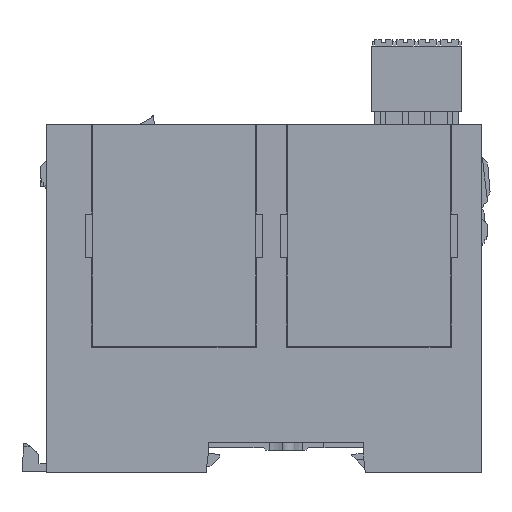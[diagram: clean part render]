
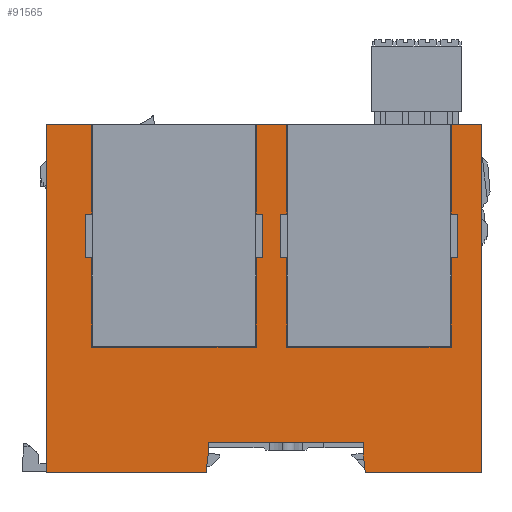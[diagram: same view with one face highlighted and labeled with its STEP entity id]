
A CAD part, left-side view. The second image highlights one B-rep face of the part: STEP entity #91565.
In plain terms, the highlighted planar face has unit normal (-1, 0, 0).
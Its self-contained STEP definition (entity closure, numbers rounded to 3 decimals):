
#18511=DIRECTION('',(0.,0.,-1.));
#18512=VECTOR('',#18511,10.);
#18513=CARTESIAN_POINT('',(-50.,41.1,59.4));
#18514=LINE('',#18513,#18512);
#18515=DIRECTION('',(0.,-1.,0.));
#18516=VECTOR('',#18515,1.5);
#18517=CARTESIAN_POINT('',(-50.,41.1,49.4));
#18518=LINE('',#18517,#18516);
#18519=DIRECTION('',(0.,0.,-1.));
#18520=VECTOR('',#18519,20.6);
#18521=CARTESIAN_POINT('',(-50.,39.6,49.4));
#18522=LINE('',#18521,#18520);
#18523=DIRECTION('',(0.,-1.,0.));
#18524=VECTOR('',#18523,37.8);
#18525=CARTESIAN_POINT('',(-50.,39.6,28.8));
#18526=LINE('',#18525,#18524);
#18527=DIRECTION('',(0.,0.,1.));
#18528=VECTOR('',#18527,20.6);
#18529=CARTESIAN_POINT('',(-50.,1.8,28.8));
#18530=LINE('',#18529,#18528);
#18531=DIRECTION('',(0.,-1.,0.));
#18532=VECTOR('',#18531,1.5);
#18533=CARTESIAN_POINT('',(-50.,1.8,49.4));
#18534=LINE('',#18533,#18532);
#18535=DIRECTION('',(0.,0.,1.));
#18536=VECTOR('',#18535,10.);
#18537=CARTESIAN_POINT('',(-50.,0.3,49.4));
#18538=LINE('',#18537,#18536);
#18539=DIRECTION('',(0.,1.,0.));
#18540=VECTOR('',#18539,1.5);
#18541=CARTESIAN_POINT('',(-50.,0.3,59.4));
#18542=LINE('',#18541,#18540);
#18543=DIRECTION('',(0.,0.,-1.));
#18544=VECTOR('',#18543,20.6);
#18545=CARTESIAN_POINT('',(-50.,1.8,80.));
#18546=LINE('',#18545,#18544);
#18547=DIRECTION('',(0.,1.,0.));
#18548=VECTOR('',#18547,7.);
#18549=CARTESIAN_POINT('',(-50.,-5.2,80.));
#18550=LINE('',#18549,#18548);
#18551=DIRECTION('',(0.,0.,-1.));
#18552=VECTOR('',#18551,20.6);
#18553=CARTESIAN_POINT('',(-50.,-5.2,80.));
#18554=LINE('',#18553,#18552);
#18555=DIRECTION('',(0.,1.,0.));
#18556=VECTOR('',#18555,1.5);
#18557=CARTESIAN_POINT('',(-50.,-5.2,59.4));
#18558=LINE('',#18557,#18556);
#18559=DIRECTION('',(0.,0.,-1.));
#18560=VECTOR('',#18559,10.);
#18561=CARTESIAN_POINT('',(-50.,-3.7,59.4));
#18562=LINE('',#18561,#18560);
#18563=DIRECTION('',(0.,-1.,0.));
#18564=VECTOR('',#18563,1.5);
#18565=CARTESIAN_POINT('',(-50.,-3.7,49.4));
#18566=LINE('',#18565,#18564);
#18567=DIRECTION('',(0.,0.,-1.));
#18568=VECTOR('',#18567,20.6);
#18569=CARTESIAN_POINT('',(-50.,-5.2,49.4));
#18570=LINE('',#18569,#18568);
#18571=DIRECTION('',(0.,-1.,0.));
#18572=VECTOR('',#18571,37.8);
#18573=CARTESIAN_POINT('',(-50.,-5.2,28.8));
#18574=LINE('',#18573,#18572);
#18575=DIRECTION('',(0.,0.,1.));
#18576=VECTOR('',#18575,20.6);
#18577=CARTESIAN_POINT('',(-50.,-43.,28.8));
#18578=LINE('',#18577,#18576);
#18579=DIRECTION('',(0.,-1.,0.));
#18580=VECTOR('',#18579,1.5);
#18581=CARTESIAN_POINT('',(-50.,-43.,49.4));
#18582=LINE('',#18581,#18580);
#18583=DIRECTION('',(0.,0.,1.));
#18584=VECTOR('',#18583,10.);
#18585=CARTESIAN_POINT('',(-50.,-44.5,49.4));
#18586=LINE('',#18585,#18584);
#18587=DIRECTION('',(0.,1.,0.));
#18588=VECTOR('',#18587,1.5);
#18589=CARTESIAN_POINT('',(-50.,-44.5,59.4));
#18590=LINE('',#18589,#18588);
#18591=DIRECTION('',(0.,0.,-1.));
#18592=VECTOR('',#18591,20.6);
#18593=CARTESIAN_POINT('',(-50.,-43.,80.));
#18594=LINE('',#18593,#18592);
#18595=DIRECTION('',(0.,1.,0.));
#18596=VECTOR('',#18595,7.);
#18597=CARTESIAN_POINT('',(-50.,-50.,80.));
#18598=LINE('',#18597,#18596);
#18599=DIRECTION('',(0.,0.,1.));
#18600=VECTOR('',#18599,80.);
#18601=CARTESIAN_POINT('',(-50.,-50.,0.));
#18602=LINE('',#18601,#18600);
#18603=DIRECTION('',(0.,-1.,0.));
#18604=VECTOR('',#18603,26.7);
#18605=CARTESIAN_POINT('',(-50.,-23.3,0.));
#18606=LINE('',#18605,#18604);
#18607=DIRECTION('',(0.,-0.11,-0.994));
#18608=VECTOR('',#18607,4.528);
#18609=CARTESIAN_POINT('',(-50.,-22.8,4.5));
#18610=LINE('',#18609,#18608);
#18611=DIRECTION('',(0.,0.,-1.));
#18612=VECTOR('',#18611,2.5);
#18613=CARTESIAN_POINT('',(-50.,-22.8,7.));
#18614=LINE('',#18613,#18612);
#18615=DIRECTION('',(0.,-1.,0.));
#18616=VECTOR('',#18615,35.6);
#18617=CARTESIAN_POINT('',(-50.,12.8,7.));
#18618=LINE('',#18617,#18616);
#18619=DIRECTION('',(0.,0.,1.));
#18620=VECTOR('',#18619,2.5);
#18621=CARTESIAN_POINT('',(-50.,12.8,4.5));
#18622=LINE('',#18621,#18620);
#18623=DIRECTION('',(0.,-0.11,0.994));
#18624=VECTOR('',#18623,4.528);
#18625=CARTESIAN_POINT('',(-50.,13.3,0.));
#18626=LINE('',#18625,#18624);
#18627=DIRECTION('',(0.,-1.,0.));
#18628=VECTOR('',#18627,36.7);
#18629=CARTESIAN_POINT('',(-50.,50.,0.));
#18630=LINE('',#18629,#18628);
#18631=DIRECTION('',(0.,0.,-1.));
#18632=VECTOR('',#18631,80.);
#18633=CARTESIAN_POINT('',(-50.,50.,80.));
#18634=LINE('',#18633,#18632);
#18635=DIRECTION('',(0.,1.,0.));
#18636=VECTOR('',#18635,10.4);
#18637=CARTESIAN_POINT('',(-50.,39.6,80.));
#18638=LINE('',#18637,#18636);
#18639=DIRECTION('',(0.,0.,-1.));
#18640=VECTOR('',#18639,20.6);
#18641=CARTESIAN_POINT('',(-50.,39.6,80.));
#18642=LINE('',#18641,#18640);
#18643=DIRECTION('',(0.,1.,0.));
#18644=VECTOR('',#18643,1.5);
#18645=CARTESIAN_POINT('',(-50.,39.6,59.4));
#18646=LINE('',#18645,#18644);
#54054=CARTESIAN_POINT('',(-50.,50.,80.));
#54055=CARTESIAN_POINT('',(-50.,50.,0.));
#54056=VERTEX_POINT('',#54054);
#54057=VERTEX_POINT('',#54055);
#54058=CARTESIAN_POINT('',(-50.,13.3,0.));
#54059=VERTEX_POINT('',#54058);
#54060=CARTESIAN_POINT('',(-50.,12.8,4.5));
#54061=VERTEX_POINT('',#54060);
#54062=CARTESIAN_POINT('',(-50.,12.8,7.));
#54063=VERTEX_POINT('',#54062);
#54064=CARTESIAN_POINT('',(-50.,-22.8,7.));
#54065=VERTEX_POINT('',#54064);
#54066=CARTESIAN_POINT('',(-50.,-22.8,4.5));
#54067=VERTEX_POINT('',#54066);
#54068=CARTESIAN_POINT('',(-50.,-23.3,0.));
#54069=VERTEX_POINT('',#54068);
#54070=CARTESIAN_POINT('',(-50.,-50.,0.));
#54071=VERTEX_POINT('',#54070);
#54072=CARTESIAN_POINT('',(-50.,-50.,80.));
#54073=VERTEX_POINT('',#54072);
#56166=CARTESIAN_POINT('',(-50.,41.1,59.4));
#56167=CARTESIAN_POINT('',(-50.,41.1,49.4));
#56168=VERTEX_POINT('',#56166);
#56169=VERTEX_POINT('',#56167);
#56170=CARTESIAN_POINT('',(-50.,39.6,49.4));
#56171=VERTEX_POINT('',#56170);
#56172=CARTESIAN_POINT('',(-50.,39.6,28.8));
#56173=VERTEX_POINT('',#56172);
#56174=CARTESIAN_POINT('',(-50.,1.8,28.8));
#56175=VERTEX_POINT('',#56174);
#56176=CARTESIAN_POINT('',(-50.,1.8,49.4));
#56177=VERTEX_POINT('',#56176);
#56178=CARTESIAN_POINT('',(-50.,0.3,49.4));
#56179=VERTEX_POINT('',#56178);
#56180=CARTESIAN_POINT('',(-50.,0.3,59.4));
#56181=VERTEX_POINT('',#56180);
#56182=CARTESIAN_POINT('',(-50.,1.8,59.4));
#56183=VERTEX_POINT('',#56182);
#56184=CARTESIAN_POINT('',(-50.,1.8,80.));
#56185=VERTEX_POINT('',#56184);
#56194=CARTESIAN_POINT('',(-50.,39.6,80.));
#56195=CARTESIAN_POINT('',(-50.,39.6,59.4));
#56196=VERTEX_POINT('',#56194);
#56197=VERTEX_POINT('',#56195);
#56206=CARTESIAN_POINT('',(-50.,-43.,80.));
#56207=VERTEX_POINT('',#56206);
#56212=CARTESIAN_POINT('',(-50.,-5.2,80.));
#56213=VERTEX_POINT('',#56212);
#56242=CARTESIAN_POINT('',(-50.,-5.2,59.4));
#56243=VERTEX_POINT('',#56242);
#56244=CARTESIAN_POINT('',(-50.,-3.7,59.4));
#56245=VERTEX_POINT('',#56244);
#56246=CARTESIAN_POINT('',(-50.,-3.7,49.4));
#56247=VERTEX_POINT('',#56246);
#56248=CARTESIAN_POINT('',(-50.,-5.2,49.4));
#56249=VERTEX_POINT('',#56248);
#56250=CARTESIAN_POINT('',(-50.,-5.2,28.8));
#56251=VERTEX_POINT('',#56250);
#56252=CARTESIAN_POINT('',(-50.,-43.,28.8));
#56253=VERTEX_POINT('',#56252);
#56254=CARTESIAN_POINT('',(-50.,-43.,49.4));
#56255=VERTEX_POINT('',#56254);
#56256=CARTESIAN_POINT('',(-50.,-44.5,49.4));
#56257=VERTEX_POINT('',#56256);
#56258=CARTESIAN_POINT('',(-50.,-44.5,59.4));
#56259=VERTEX_POINT('',#56258);
#56260=CARTESIAN_POINT('',(-50.,-43.,59.4));
#56261=VERTEX_POINT('',#56260);
#91495=CARTESIAN_POINT('',(-50.,0.,0.));
#91496=DIRECTION('',(-1.,0.,0.));
#91497=DIRECTION('',(0.,-1.,0.));
#91498=AXIS2_PLACEMENT_3D('',#91495,#91496,#91497);
#91499=PLANE('',#91498);
#91501=ORIENTED_EDGE('',*,*,#91500,.T.);
#91503=ORIENTED_EDGE('',*,*,#91502,.T.);
#91505=ORIENTED_EDGE('',*,*,#91504,.T.);
#91507=ORIENTED_EDGE('',*,*,#91506,.T.);
#91509=ORIENTED_EDGE('',*,*,#91508,.T.);
#91511=ORIENTED_EDGE('',*,*,#91510,.T.);
#91513=ORIENTED_EDGE('',*,*,#91512,.T.);
#91515=ORIENTED_EDGE('',*,*,#91514,.T.);
#91516=ORIENTED_EDGE('',*,*,#91485,.F.);
#91517=ORIENTED_EDGE('',*,*,#91257,.F.);
#91519=ORIENTED_EDGE('',*,*,#91518,.T.);
#91521=ORIENTED_EDGE('',*,*,#91520,.T.);
#91523=ORIENTED_EDGE('',*,*,#91522,.T.);
#91525=ORIENTED_EDGE('',*,*,#91524,.T.);
#91527=ORIENTED_EDGE('',*,*,#91526,.T.);
#91529=ORIENTED_EDGE('',*,*,#91528,.T.);
#91531=ORIENTED_EDGE('',*,*,#91530,.T.);
#91533=ORIENTED_EDGE('',*,*,#91532,.T.);
#91535=ORIENTED_EDGE('',*,*,#91534,.T.);
#91537=ORIENTED_EDGE('',*,*,#91536,.T.);
#91539=ORIENTED_EDGE('',*,*,#91538,.F.);
#91540=ORIENTED_EDGE('',*,*,#91241,.F.);
#91541=ORIENTED_EDGE('',*,*,#74631,.F.);
#91543=ORIENTED_EDGE('',*,*,#91542,.F.);
#91545=ORIENTED_EDGE('',*,*,#91544,.F.);
#91547=ORIENTED_EDGE('',*,*,#91546,.F.);
#91549=ORIENTED_EDGE('',*,*,#91548,.F.);
#91551=ORIENTED_EDGE('',*,*,#91550,.F.);
#91553=ORIENTED_EDGE('',*,*,#91552,.F.);
#91555=ORIENTED_EDGE('',*,*,#91554,.F.);
#91557=ORIENTED_EDGE('',*,*,#91556,.F.);
#91558=ORIENTED_EDGE('',*,*,#91235,.F.);
#91560=ORIENTED_EDGE('',*,*,#91559,.T.);
#91562=ORIENTED_EDGE('',*,*,#91561,.T.);
#91563=EDGE_LOOP('',(#91501,#91503,#91505,#91507,#91509,#91511,#91513,#91515,
#91516,#91517,#91519,#91521,#91523,#91525,#91527,#91529,#91531,#91533,#91535,
#91537,#91539,#91540,#91541,#91543,#91545,#91547,#91549,#91551,#91553,#91555,
#91557,#91558,#91560,#91562));
#91564=FACE_OUTER_BOUND('',#91563,.F.);
#74631=EDGE_CURVE('',#54071,#54073,#18602,.T.);
#91235=EDGE_CURVE('',#56196,#54056,#18638,.T.);
#91241=EDGE_CURVE('',#54073,#56207,#18598,.T.);
#91257=EDGE_CURVE('',#56213,#56185,#18550,.T.);
#91485=EDGE_CURVE('',#56185,#56183,#18546,.T.);
#91500=EDGE_CURVE('',#56168,#56169,#18514,.T.);
#91502=EDGE_CURVE('',#56169,#56171,#18518,.T.);
#91504=EDGE_CURVE('',#56171,#56173,#18522,.T.);
#91506=EDGE_CURVE('',#56173,#56175,#18526,.T.);
#91508=EDGE_CURVE('',#56175,#56177,#18530,.T.);
#91510=EDGE_CURVE('',#56177,#56179,#18534,.T.);
#91512=EDGE_CURVE('',#56179,#56181,#18538,.T.);
#91514=EDGE_CURVE('',#56181,#56183,#18542,.T.);
#91518=EDGE_CURVE('',#56213,#56243,#18554,.T.);
#91520=EDGE_CURVE('',#56243,#56245,#18558,.T.);
#91522=EDGE_CURVE('',#56245,#56247,#18562,.T.);
#91524=EDGE_CURVE('',#56247,#56249,#18566,.T.);
#91526=EDGE_CURVE('',#56249,#56251,#18570,.T.);
#91528=EDGE_CURVE('',#56251,#56253,#18574,.T.);
#91530=EDGE_CURVE('',#56253,#56255,#18578,.T.);
#91532=EDGE_CURVE('',#56255,#56257,#18582,.T.);
#91534=EDGE_CURVE('',#56257,#56259,#18586,.T.);
#91536=EDGE_CURVE('',#56259,#56261,#18590,.T.);
#91538=EDGE_CURVE('',#56207,#56261,#18594,.T.);
#91542=EDGE_CURVE('',#54069,#54071,#18606,.T.);
#91544=EDGE_CURVE('',#54067,#54069,#18610,.T.);
#91546=EDGE_CURVE('',#54065,#54067,#18614,.T.);
#91548=EDGE_CURVE('',#54063,#54065,#18618,.T.);
#91550=EDGE_CURVE('',#54061,#54063,#18622,.T.);
#91552=EDGE_CURVE('',#54059,#54061,#18626,.T.);
#91554=EDGE_CURVE('',#54057,#54059,#18630,.T.);
#91556=EDGE_CURVE('',#54056,#54057,#18634,.T.);
#91559=EDGE_CURVE('',#56196,#56197,#18642,.T.);
#91561=EDGE_CURVE('',#56197,#56168,#18646,.T.);
#91565=ADVANCED_FACE('',(#91564),#91499,.T.);
